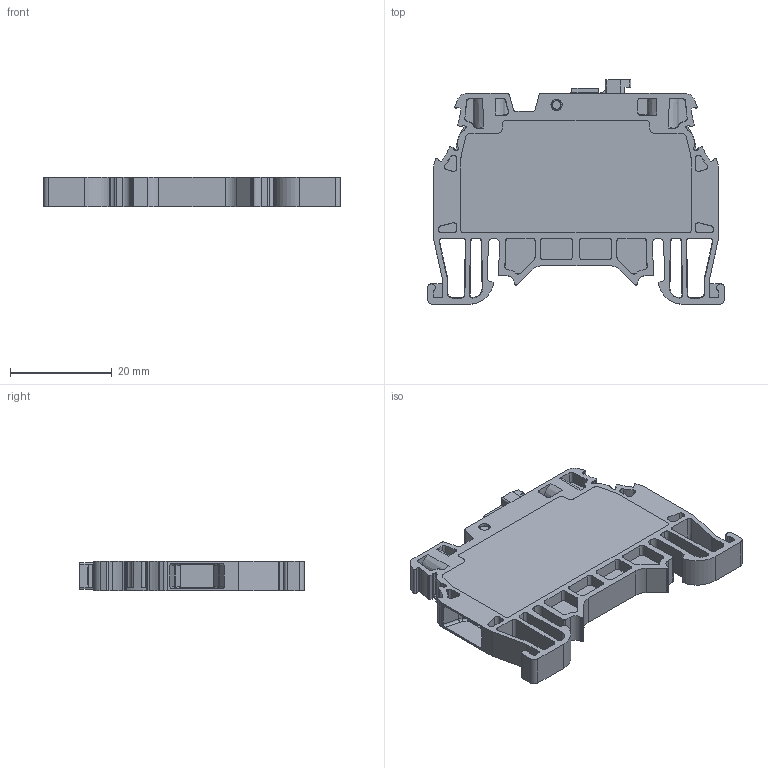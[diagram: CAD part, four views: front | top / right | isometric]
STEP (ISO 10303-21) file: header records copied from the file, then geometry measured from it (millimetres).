
FILE_DESCRIPTION (( 'STEP AP203' ), '1' );
FILE_NAME ('Mrk 2,5 Býçaklý Test Klemensi.STEP', '2023-09-27T11:21:26', ( '' ), ( '' ), 'SwSTEP 2.0', 'SolidWorks 2011', '' );
FILE_SCHEMA (( 'CONFIG_CONTROL_DESIGN' ));
Length unit declared in the file: millimetre
Products named in the file (1): Mrk 2,5 Býçaklý Test Klemensi
Bounding box: 58.3 x 44.11 x 5.85 mm (x, y, z)
Volume: 9552 mm3; surface area: 11159.9 mm2
Topology: 5 solids, 7 shells, 1273 faces, 3340 edges, 2126 vertices
Faces by surface type: plane 555, cylinder 417, cone 181, torus 62, bspline 50, sphere 8
Entity records: 43271 total; most frequent: CARTESIAN_POINT 11534, DIRECTION 6732, ORIENTED_EDGE 6672, EDGE_CURVE 3336, AXIS2_PLACEMENT_3D 2418, VERTEX_POINT 2126, LINE 1896, VECTOR 1896
